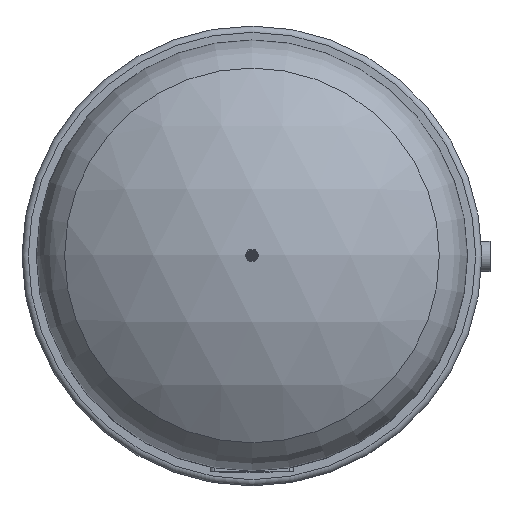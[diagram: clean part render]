
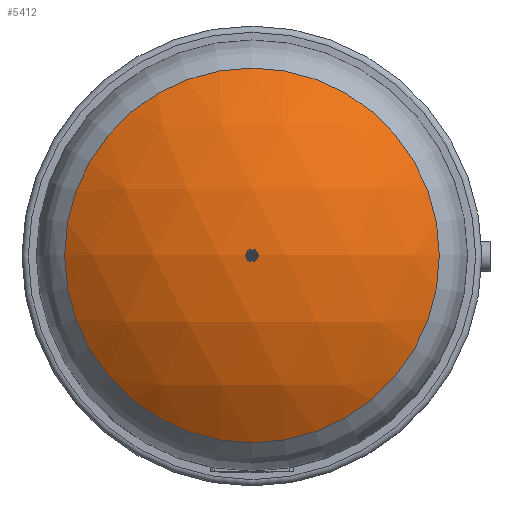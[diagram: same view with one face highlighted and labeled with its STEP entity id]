
A CAD part, top view. The second image highlights one B-rep face of the part: STEP entity #5412.
In plain terms, the highlighted spherical face has radius 354 mm.
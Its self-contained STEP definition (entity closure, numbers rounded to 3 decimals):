
#15=SPHERICAL_SURFACE('',#6036,354.);
#1375=FACE_OUTER_BOUND('',#1742,.T.);
#1742=EDGE_LOOP('',(#4768));
#2078=CIRCLE('',#6037,208.573);
#2588=VERTEX_POINT('',#9852);
#3330=EDGE_CURVE('',#2588,#2588,#2078,.T.);
#4768=ORIENTED_EDGE('',*,*,#3330,.T.);
#5412=ADVANCED_FACE('',(#1375),#15,.T.);
#6036=AXIS2_PLACEMENT_3D('',#9851,#7581,#7582);
#6037=AXIS2_PLACEMENT_3D('',#9853,#7583,#7584);
#7581=DIRECTION('center_axis',(0.,-1.,0.));
#7582=DIRECTION('ref_axis',(1.,0.,0.));
#7583=DIRECTION('center_axis',(0.,0.,1.));
#7584=DIRECTION('ref_axis',(-1.,0.,0.));
#9851=CARTESIAN_POINT('Origin',(0.,0.,523.));
#9852=CARTESIAN_POINT('',(-208.573,0.,809.03));
#9853=CARTESIAN_POINT('Origin',(0.,0.,809.03));
